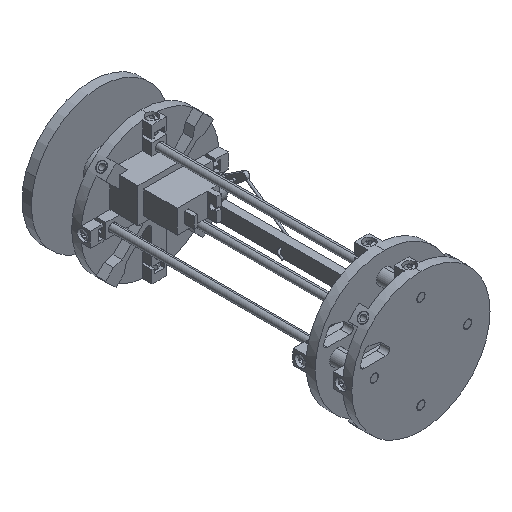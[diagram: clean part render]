
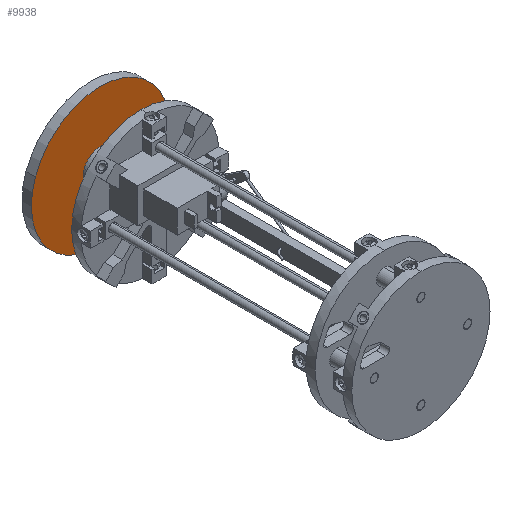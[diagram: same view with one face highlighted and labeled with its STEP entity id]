
A CAD part, isometric view. The second image highlights one B-rep face of the part: STEP entity #9938.
In plain terms, the highlighted face is planar.
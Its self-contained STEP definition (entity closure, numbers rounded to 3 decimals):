
#206 = CARTESIAN_POINT ( 'NONE',  ( 0., 5., 37. ) ) ;
#299 = FACE_OUTER_BOUND ( 'NONE', #21967, .T. ) ;
#398 = DIRECTION ( 'NONE',  ( 0., 1., 0. ) ) ;
#402 = AXIS2_PLACEMENT_3D ( 'NONE', #20840, #3926, #7419 ) ;
#1582 = VERTEX_POINT ( 'NONE', #21674 ) ;
#2496 = DIRECTION ( 'NONE',  ( 0., 0., 1. ) ) ;
#2674 = CARTESIAN_POINT ( 'NONE',  ( 0., 5., 9.25 ) ) ;
#2769 = DIRECTION ( 'NONE',  ( 0., 0., 1. ) ) ;
#2889 = AXIS2_PLACEMENT_3D ( 'NONE', #8197, #398, #19202 ) ;
#3627 = AXIS2_PLACEMENT_3D ( 'NONE', #14046, #8494, #2769 ) ;
#3846 = ORIENTED_EDGE ( 'NONE', *, *, #19257, .T. ) ;
#3926 = DIRECTION ( 'NONE',  ( 0., 1., 0. ) ) ;
#7419 = DIRECTION ( 'NONE',  ( 0., 0., 1. ) ) ;
#7996 = VERTEX_POINT ( 'NONE', #2674 ) ;
#8197 = CARTESIAN_POINT ( 'NONE',  ( 0., 5., 0. ) ) ;
#8212 = FACE_BOUND ( 'NONE', #8414, .T. ) ;
#8414 = EDGE_LOOP ( 'NONE', ( #19204, #22720 ) ) ;
#8494 = DIRECTION ( 'NONE',  ( 0., 1., 0. ) ) ;
#9938 = ADVANCED_FACE ( 'NONE', ( #8212, #299 ), #21413, .T. ) ;
#10594 = EDGE_CURVE ( 'NONE', #1582, #7996, #17763, .T. ) ;
#10606 = DIRECTION ( 'NONE',  ( 0., 1., 0. ) ) ;
#11785 = DIRECTION ( 'NONE',  ( 0., 1., 0. ) ) ;
#14046 = CARTESIAN_POINT ( 'NONE',  ( 0., 5., 0. ) ) ;
#15129 = CARTESIAN_POINT ( 'NONE',  ( 0., 5., -37. ) ) ;
#15675 = EDGE_CURVE ( 'NONE', #16971, #18479, #24197, .T. ) ;
#16050 = DIRECTION ( 'NONE',  ( 0., 0., 1. ) ) ;
#16971 = VERTEX_POINT ( 'NONE', #206 ) ;
#17763 = CIRCLE ( 'NONE', #402, 9.25 ) ;
#17872 = CIRCLE ( 'NONE', #19851, 9.25 ) ;
#17964 = EDGE_CURVE ( 'NONE', #7996, #1582, #17872, .T. ) ;
#18129 = CARTESIAN_POINT ( 'NONE',  ( 0., 5., 0. ) ) ;
#18154 = AXIS2_PLACEMENT_3D ( 'NONE', #19329, #11785, #2496 ) ;
#18222 = CIRCLE ( 'NONE', #3627, 37. ) ;
#18479 = VERTEX_POINT ( 'NONE', #15129 ) ;
#19202 = DIRECTION ( 'NONE',  ( 0., 0., 1. ) ) ;
#19204 = ORIENTED_EDGE ( 'NONE', *, *, #10594, .F. ) ;
#19257 = EDGE_CURVE ( 'NONE', #18479, #16971, #18222, .T. ) ;
#19329 = CARTESIAN_POINT ( 'NONE',  ( 0., 5., 0. ) ) ;
#19851 = AXIS2_PLACEMENT_3D ( 'NONE', #18129, #10606, #16050 ) ;
#20840 = CARTESIAN_POINT ( 'NONE',  ( 0., 5., 0. ) ) ;
#21413 = PLANE ( 'NONE',  #18154 ) ;
#21674 = CARTESIAN_POINT ( 'NONE',  ( 0., 5., -9.25 ) ) ;
#21967 = EDGE_LOOP ( 'NONE', ( #3846, #22497 ) ) ;
#22497 = ORIENTED_EDGE ( 'NONE', *, *, #15675, .T. ) ;
#22720 = ORIENTED_EDGE ( 'NONE', *, *, #17964, .F. ) ;
#24197 = CIRCLE ( 'NONE', #2889, 37. ) ;
